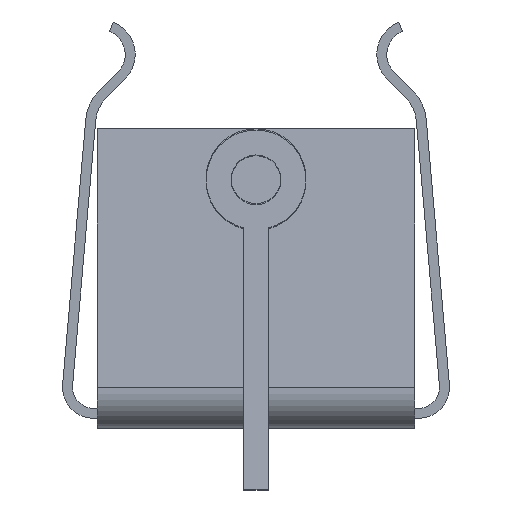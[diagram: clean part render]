
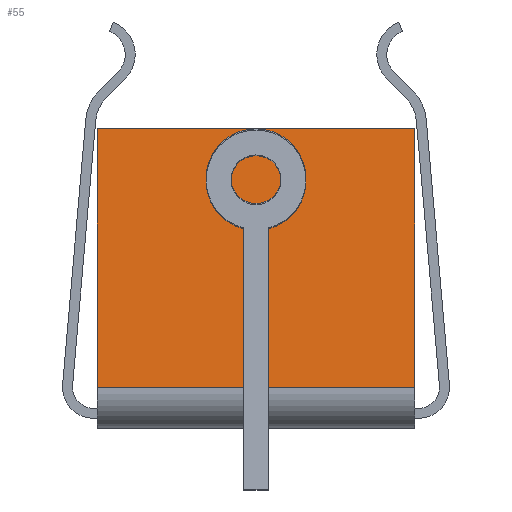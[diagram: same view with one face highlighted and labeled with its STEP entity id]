
A CAD part, left-side view. The second image highlights one B-rep face of the part: STEP entity #55.
In plain terms, the highlighted planar face has unit normal (-0.996, 0, 0.087).
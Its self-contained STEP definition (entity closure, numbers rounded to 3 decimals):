
#55 = ADVANCED_FACE('',(#56),#90,.F.);
#56 = FACE_BOUND('',#57,.F.);
#57 = EDGE_LOOP('',(#58,#68,#76,#84));
#58 = ORIENTED_EDGE('',*,*,#59,.T.);
#59 = EDGE_CURVE('',#60,#62,#64,.T.);
#60 = VERTEX_POINT('',#61);
#61 = CARTESIAN_POINT('',(-30.709,12.7,24.));
#62 = VERTEX_POINT('',#63);
#63 = CARTESIAN_POINT('',(-30.709,-12.7,24.));
#64 = LINE('',#65,#66);
#65 = CARTESIAN_POINT('',(-30.709,12.7,24.));
#66 = VECTOR('',#67,1.);
#67 = DIRECTION('',(0.,-1.,0.));
#68 = ORIENTED_EDGE('',*,*,#69,.T.);
#69 = EDGE_CURVE('',#62,#70,#72,.T.);
#70 = VERTEX_POINT('',#71);
#71 = CARTESIAN_POINT('',(-32.524,-12.7,3.261));
#72 = LINE('',#73,#74);
#73 = CARTESIAN_POINT('',(-30.709,-12.7,24.));
#74 = VECTOR('',#75,1.);
#75 = DIRECTION('',(-0.087,0.,
    -0.996));
#76 = ORIENTED_EDGE('',*,*,#77,.F.);
#77 = EDGE_CURVE('',#78,#70,#80,.T.);
#78 = VERTEX_POINT('',#79);
#79 = CARTESIAN_POINT('',(-32.524,12.7,3.261));
#80 = LINE('',#81,#82);
#81 = CARTESIAN_POINT('',(-32.524,12.7,3.261));
#82 = VECTOR('',#83,1.);
#83 = DIRECTION('',(0.,-1.,0.));
#84 = ORIENTED_EDGE('',*,*,#85,.F.);
#85 = EDGE_CURVE('',#60,#78,#86,.T.);
#86 = LINE('',#87,#88);
#87 = CARTESIAN_POINT('',(-30.709,12.7,24.));
#88 = VECTOR('',#89,1.);
#89 = DIRECTION('',(-0.087,0.,
    -0.996));
#90 = PLANE('',#91);
#91 = AXIS2_PLACEMENT_3D('',#92,#93,#94);
#92 = CARTESIAN_POINT('',(-30.709,12.7,24.));
#93 = DIRECTION('',(0.996,0.,
    -0.087));
#94 = DIRECTION('',(-0.087,0.,
    -0.996));
